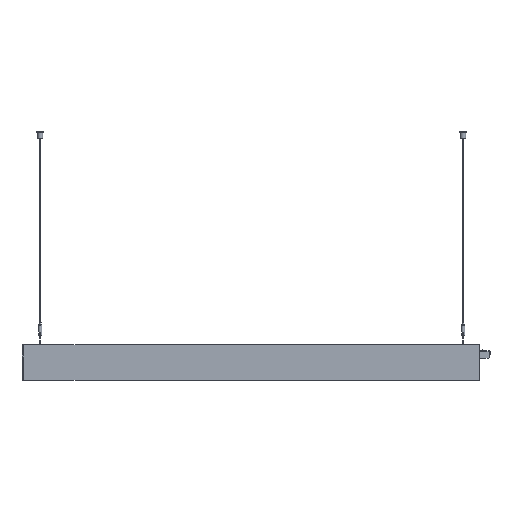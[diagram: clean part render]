
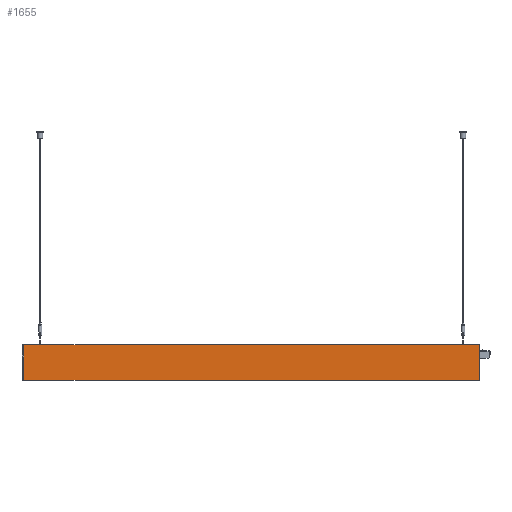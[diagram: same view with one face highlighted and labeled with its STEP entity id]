
A CAD part, front view. The second image highlights one B-rep face of the part: STEP entity #1655.
In plain terms, the highlighted planar face has unit normal (0, -1, 0).
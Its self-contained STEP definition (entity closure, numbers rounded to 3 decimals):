
#205=LINE('',#9889,#824);
#206=LINE('',#9893,#825);
#245=LINE('',#10021,#864);
#246=LINE('',#10023,#865);
#247=LINE('',#10025,#866);
#824=VECTOR('',#7699,1.);
#825=VECTOR('',#7704,1.);
#864=VECTOR('',#7823,1.);
#865=VECTOR('',#7824,1.);
#866=VECTOR('',#7825,1.);
#1655=ADVANCED_FACE('',(#2205),#1984,.F.);
#1984=PLANE('',#6915);
#2205=FACE_OUTER_BOUND('',#2547,.T.);
#2547=EDGE_LOOP('',(#3207,#3208,#3209,#3210,#3211));
#3207=ORIENTED_EDGE('',*,*,#5674,.F.);
#3208=ORIENTED_EDGE('',*,*,#5675,.F.);
#3209=ORIENTED_EDGE('',*,*,#5676,.T.);
#3210=ORIENTED_EDGE('',*,*,#5609,.T.);
#3211=ORIENTED_EDGE('',*,*,#5607,.T.);
#4921=VERTEX_POINT('',#9863);
#4929=VERTEX_POINT('',#9886);
#4931=VERTEX_POINT('',#9894);
#4980=VERTEX_POINT('',#10022);
#4981=VERTEX_POINT('',#10024);
#5607=EDGE_CURVE('',#4921,#4929,#205,.T.);
#5609=EDGE_CURVE('',#4931,#4921,#206,.T.);
#5674=EDGE_CURVE('',#4980,#4929,#245,.T.);
#5675=EDGE_CURVE('',#4981,#4980,#246,.T.);
#5676=EDGE_CURVE('',#4981,#4931,#247,.T.);
#6915=AXIS2_PLACEMENT_3D('',#10026,#7826,#7827);
#7699=DIRECTION('',(0.,0.,-1.));
#7704=DIRECTION('',(0.,0.,-1.));
#7823=DIRECTION('',(-1.,0.,0.));
#7824=DIRECTION('',(0.,0.,-1.));
#7825=DIRECTION('',(-1.,0.,0.));
#7826=DIRECTION('',(0.,1.,0.));
#7827=DIRECTION('',(0.,0.,1.));
#9863=CARTESIAN_POINT('',(-695.,-30.,0.));
#9886=CARTESIAN_POINT('',(-695.,-30.,-109.966));
#9889=CARTESIAN_POINT('',(-695.,-30.,-0.266));
#9893=CARTESIAN_POINT('',(-695.,-30.,-0.266));
#9894=CARTESIAN_POINT('',(-695.,-30.,0.034));
#10021=CARTESIAN_POINT('',(147.,-30.,-109.966));
#10022=CARTESIAN_POINT('',(707.,-30.,-109.966));
#10023=CARTESIAN_POINT('',(707.,-30.,-0.266));
#10024=CARTESIAN_POINT('',(707.,-30.,0.034));
#10025=CARTESIAN_POINT('',(147.,-30.,0.034));
#10026=CARTESIAN_POINT('',(147.,-30.,-0.266));
